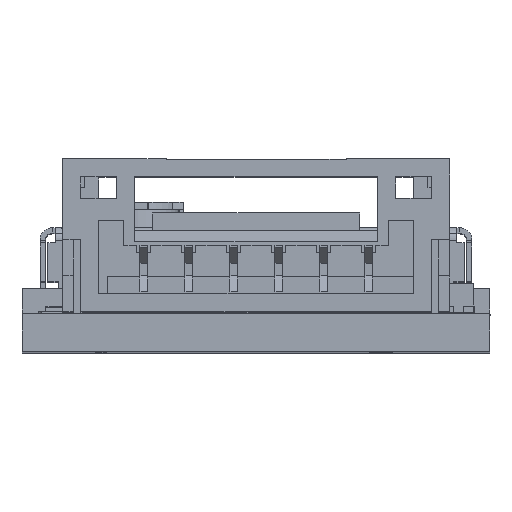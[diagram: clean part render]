
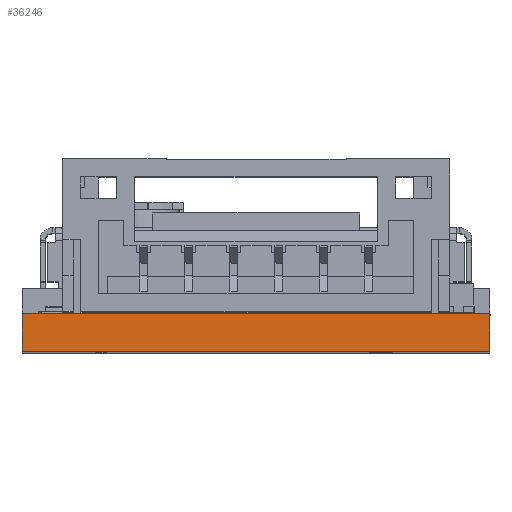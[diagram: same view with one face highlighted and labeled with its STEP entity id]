
A CAD part, top view. The second image highlights one B-rep face of the part: STEP entity #36246.
In plain terms, the highlighted face is planar.
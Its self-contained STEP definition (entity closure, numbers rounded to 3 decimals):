
#636=PLANE('',#38525);
#2176=FACE_OUTER_BOUND('',#4120,.T.);
#4120=EDGE_LOOP('',(#25104,#25105,#25106,#25107));
#6154=LINE('',#51645,#10704);
#6162=LINE('',#51660,#10712);
#6163=LINE('',#51662,#10713);
#6164=LINE('',#51663,#10714);
#10704=VECTOR('',#41438,10.);
#10712=VECTOR('',#41450,10.);
#10713=VECTOR('',#41453,10.);
#10714=VECTOR('',#41454,10.);
#16081=VERTEX_POINT('',#51642);
#16082=VERTEX_POINT('',#51644);
#16086=VERTEX_POINT('',#51656);
#16087=VERTEX_POINT('',#51658);
#19671=EDGE_CURVE('',#16081,#16082,#6154,.T.);
#19679=EDGE_CURVE('',#16086,#16087,#6162,.T.);
#19680=EDGE_CURVE('',#16081,#16086,#6163,.T.);
#19681=EDGE_CURVE('',#16082,#16087,#6164,.T.);
#25104=ORIENTED_EDGE('',*,*,#19680,.T.);
#25105=ORIENTED_EDGE('',*,*,#19679,.T.);
#25106=ORIENTED_EDGE('',*,*,#19681,.F.);
#25107=ORIENTED_EDGE('',*,*,#19671,.F.);
#36246=ADVANCED_FACE('',(#2176),#636,.T.);
#38525=AXIS2_PLACEMENT_3D('',#51661,#41451,#41452);
#41438=DIRECTION('',(0.,0.,1.));
#41450=DIRECTION('',(0.,0.,1.));
#41451=DIRECTION('center_axis',(-1.,0.,0.));
#41452=DIRECTION('ref_axis',(0.,-1.,0.));
#41453=DIRECTION('',(0.,-1.,0.));
#41454=DIRECTION('',(0.,-1.,0.));
#51642=CARTESIAN_POINT('',(0.,13.,0.));
#51644=CARTESIAN_POINT('',(0.,13.,1.053));
#51645=CARTESIAN_POINT('',(0.,13.,0.));
#51656=CARTESIAN_POINT('',(0.,0.,0.));
#51658=CARTESIAN_POINT('',(0.,0.,1.053));
#51660=CARTESIAN_POINT('',(0.,0.,0.));
#51661=CARTESIAN_POINT('Origin',(0.,13.,0.));
#51662=CARTESIAN_POINT('',(0.,13.,0.));
#51663=CARTESIAN_POINT('',(0.,13.,1.053));
